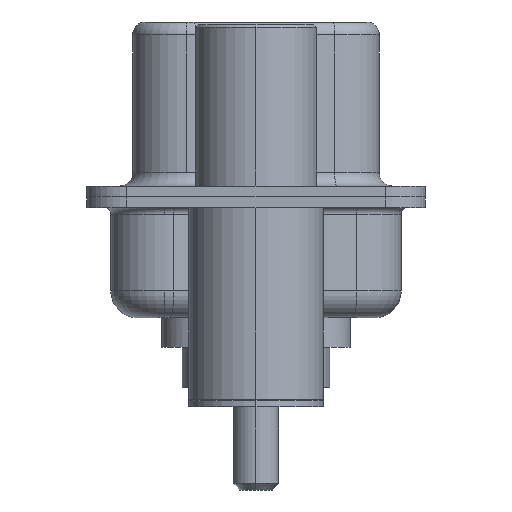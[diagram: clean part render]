
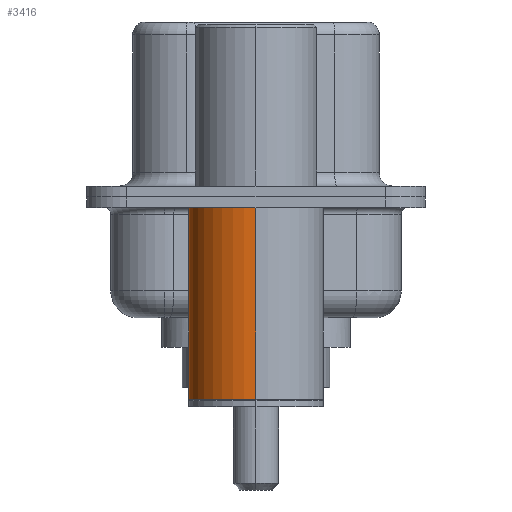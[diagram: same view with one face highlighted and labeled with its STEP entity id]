
A CAD part, left-side view. The second image highlights one B-rep face of the part: STEP entity #3416.
In plain terms, the highlighted cylindrical face has radius 2.5 mm (diameter 5 mm), a partial arc.
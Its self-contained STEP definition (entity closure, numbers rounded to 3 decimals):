
#1821 = DIRECTION ( 'NONE',  ( 0., 0., 1. ) ) ;
#1980 = CYLINDRICAL_SURFACE ( 'NONE', #10130, 2.5 ) ;
#2368 = CARTESIAN_POINT ( 'NONE',  ( -2.5, 0., -7.525 ) ) ;
#2405 = LINE ( 'NONE', #3177, #6446 ) ;
#2406 = FACE_OUTER_BOUND ( 'NONE', #9947, .T. ) ;
#2705 = EDGE_CURVE ( 'NONE', #8177, #11575, #5631, .T. ) ;
#3177 = CARTESIAN_POINT ( 'NONE',  ( 2.5, 0., 0.581 ) ) ;
#3416 = ADVANCED_FACE ( 'NONE', ( #2406 ), #1980, .T. ) ;
#3994 = ORIENTED_EDGE ( 'NONE', *, *, #14771, .F. ) ;
#4328 = VERTEX_POINT ( 'NONE', #11818 ) ;
#4970 = CARTESIAN_POINT ( 'NONE',  ( -2.5, 0., 0.581 ) ) ;
#5631 = CIRCLE ( 'NONE', #6307, 2.5 ) ;
#6307 = AXIS2_PLACEMENT_3D ( 'NONE', #8081, #7843, #7299 ) ;
#6446 = VECTOR ( 'NONE', #7226, 1000. ) ;
#6640 = VERTEX_POINT ( 'NONE', #13580 ) ;
#6723 = ORIENTED_EDGE ( 'NONE', *, *, #11741, .F. ) ;
#7226 = DIRECTION ( 'NONE',  ( 0., 0., 1. ) ) ;
#7299 = DIRECTION ( 'NONE',  ( 1., 0., 0. ) ) ;
#7843 = DIRECTION ( 'NONE',  ( 0., 0., 1. ) ) ;
#8081 = CARTESIAN_POINT ( 'NONE',  ( 0., 0., -7.525 ) ) ;
#8177 = VERTEX_POINT ( 'NONE', #12677 ) ;
#9878 = ORIENTED_EDGE ( 'NONE', *, *, #2705, .T. ) ;
#9922 = CARTESIAN_POINT ( 'NONE',  ( 0., 0., -0.4 ) ) ;
#9947 = EDGE_LOOP ( 'NONE', ( #9878, #10690, #6723, #3994 ) ) ;
#10130 = AXIS2_PLACEMENT_3D ( 'NONE', #15048, #14904, #15389 ) ;
#10689 = CIRCLE ( 'NONE', #13154, 2.5 ) ;
#10690 = ORIENTED_EDGE ( 'NONE', *, *, #12067, .T. ) ;
#11265 = DIRECTION ( 'NONE',  ( 1., 0., 0. ) ) ;
#11575 = VERTEX_POINT ( 'NONE', #2368 ) ;
#11741 = EDGE_CURVE ( 'NONE', #4328, #6640, #10689, .T. ) ;
#11818 = CARTESIAN_POINT ( 'NONE',  ( 2.5, 0., -0.4 ) ) ;
#12067 = EDGE_CURVE ( 'NONE', #11575, #6640, #17166, .T. ) ;
#12677 = CARTESIAN_POINT ( 'NONE',  ( 2.5, 0., -7.525 ) ) ;
#13154 = AXIS2_PLACEMENT_3D ( 'NONE', #9922, #1821, #11265 ) ;
#13201 = VECTOR ( 'NONE', #16977, 1000. ) ;
#13580 = CARTESIAN_POINT ( 'NONE',  ( -2.5, 0., -0.4 ) ) ;
#14771 = EDGE_CURVE ( 'NONE', #8177, #4328, #2405, .T. ) ;
#14904 = DIRECTION ( 'NONE',  ( 0., 0., 1. ) ) ;
#15048 = CARTESIAN_POINT ( 'NONE',  ( 0., 0., 0.581 ) ) ;
#15389 = DIRECTION ( 'NONE',  ( 1., 0., 0. ) ) ;
#16977 = DIRECTION ( 'NONE',  ( 0., 0., 1. ) ) ;
#17166 = LINE ( 'NONE', #4970, #13201 ) ;
